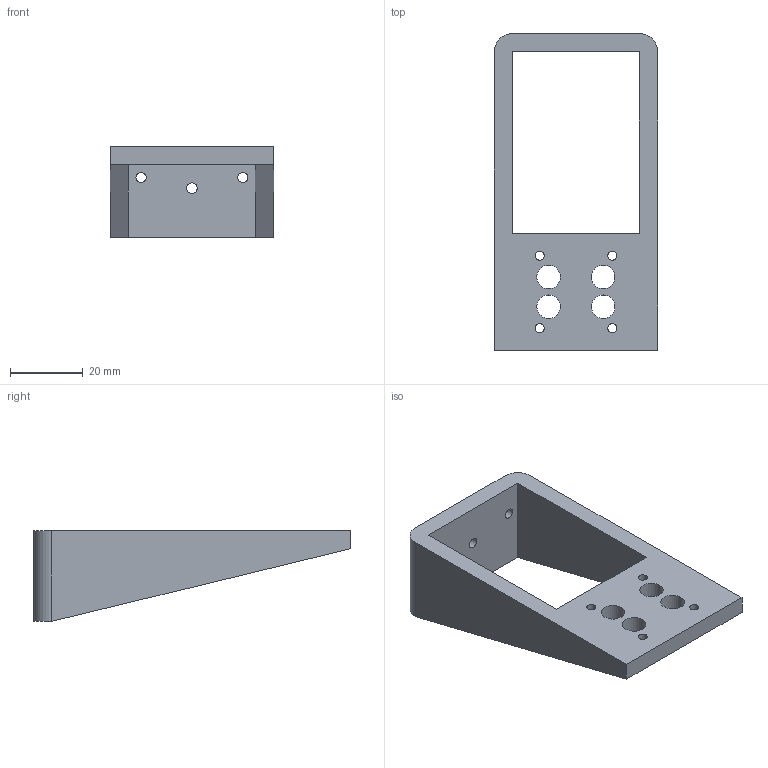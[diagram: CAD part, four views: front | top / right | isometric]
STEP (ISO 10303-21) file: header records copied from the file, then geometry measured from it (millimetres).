
FILE_DESCRIPTION(/* description */ (''),/* implementation_level */ '2;1');
FILE_NAME(/* name */ '30_Cube_Syringepump_90mm_linearmotor_pusher_50mmNemaMotor_V3.ipt.step',/* time_stamp */ '2022-11-29T08:18:26+01:00',/* author */ ('Prakash Lab'),/* organization */ (''),/* preprocessor_version */ 'ST-DEVELOPER v18.1',/* originating_system */ 'Autodesk Inventor 2022',/* authorisation */ '');
FILE_SCHEMA (('AUTOMOTIVE_DESIGN { 1 0 10303 214 3 1 1 }'));
Length unit declared in the file: millimetre
Products named in the file (1): 30_Cube_Syringepump_90mm_linearmotor_pusher_50mmNemaMotor_V3
Bounding box: 45 x 87.2 x 25 mm (x, y, z)
Volume: 22460.3 mm3; surface area: 11858.1 mm2
Topology: 1 solids, 1 shells, 29 faces, 77 edges, 49 vertices
Faces by surface type: plane 16, cylinder 13
Full cylindrical faces by diameter (mm): 2.5 x4, 2.8 x2, 2.95 x1, 6.5 x4
Entity records: 990 total; most frequent: DIRECTION 163, CARTESIAN_POINT 156, ORIENTED_EDGE 154, EDGE_CURVE 77, AXIS2_PLACEMENT_3D 56, EDGE_LOOP 52, LINE 51, VECTOR 51
